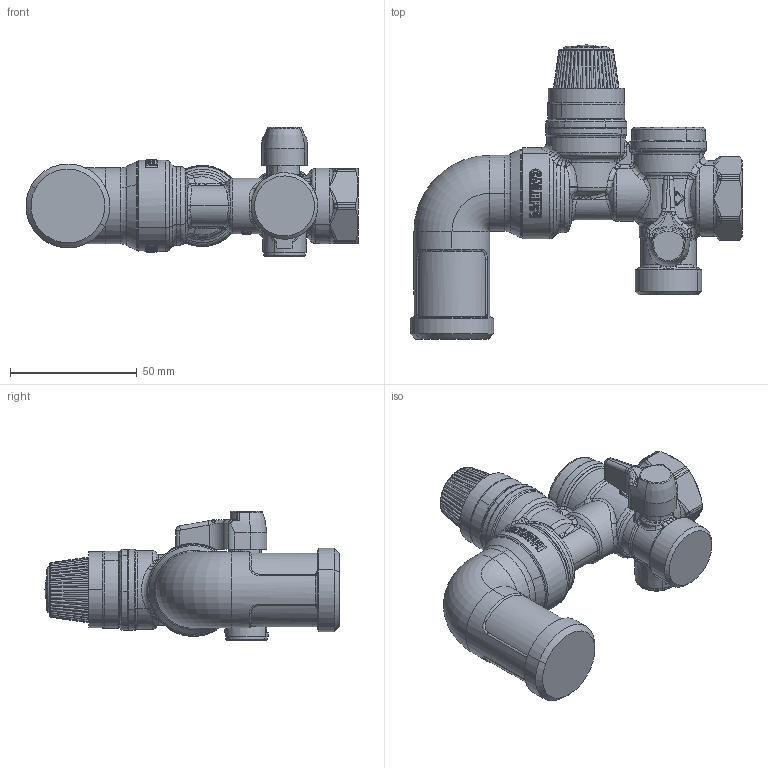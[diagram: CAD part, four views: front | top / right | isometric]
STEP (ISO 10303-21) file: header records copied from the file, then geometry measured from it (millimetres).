
FILE_DESCRIPTION(('CATIA V5 STEP Exchange','CAx-IF Rec.Pracs.--- Model Styling and Organization---1.4--- 2014-01-23','CAx-IF Rec.Pracs.---3D Tessellated Data Validation Properties---0.5---2014-09-14'),'2;1');
FILE_NAME('STEP_526153_-_TST.stp','2021-02-19T09:39:46+00:00',('none'),('none'),'CATIA Version 5-6 Release 2019 SP3','CATIA V5 STEP AP242 v1','none');
FILE_SCHEMA(('AP242_MANAGED_MODEL_BASED_3D_ENGINEERING_MIM_LF {1 0 10303 442 1 1 4}'));
Length unit declared in the file: millimetre
Products named in the file (1): 526153 - TST
Bounding box: 131.05 x 116.1 x 51 mm (x, y, z)
Volume: 169018.4 mm3; surface area: 27804.4 mm2
Topology: 1 solids, 1 shells, 2022 faces, 4879 edges, 2654 vertices
Faces by surface type: bspline 1092, cylinder 284, sphere 186, torus 161, plane 126, cone 117, extrusion 55, revolution 1
Entity records: 116055 total; most frequent: CARTESIAN_POINT 82019, ORIENTED_EDGE 9306, EDGE_CURVE 4653, B_SPLINE_CURVE_WITH_KNOTS 3268, DIRECTION 2715, VERTEX_POINT 2654, EDGE_LOOP 2043, ADVANCED_FACE 2022
